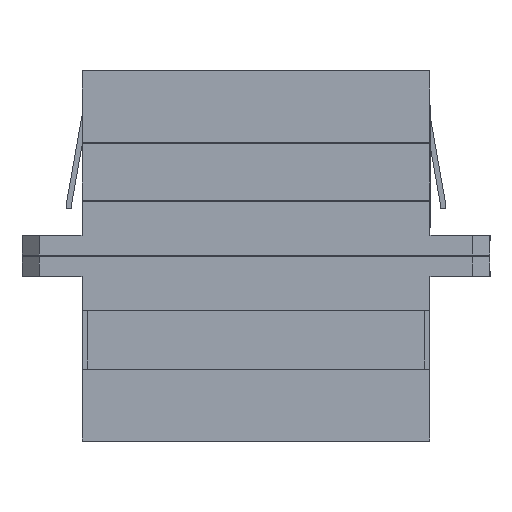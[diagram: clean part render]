
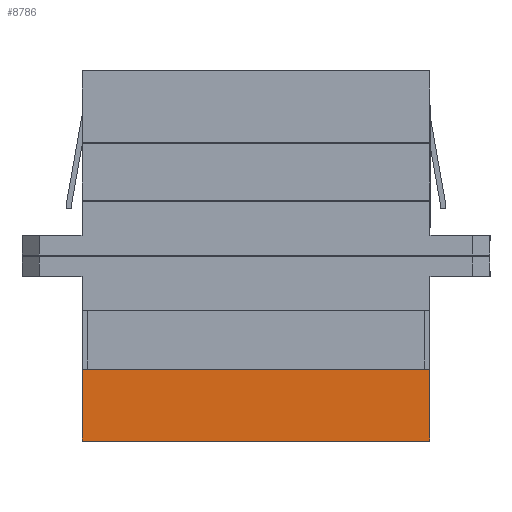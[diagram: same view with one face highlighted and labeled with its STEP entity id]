
A CAD part, top view. The second image highlights one B-rep face of the part: STEP entity #8786.
In plain terms, the highlighted planar face has unit normal (0, 0, 1).
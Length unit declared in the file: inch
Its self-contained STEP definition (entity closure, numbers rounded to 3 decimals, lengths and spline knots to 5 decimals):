
#93 = VECTOR ( 'NONE', #4234, 39.37008 ) ;
#258 = DIRECTION ( 'NONE',  ( 1., 0., 0. ) ) ;
#480 = VERTEX_POINT ( 'NONE', #9156 ) ;
#929 = DIRECTION ( 'NONE',  ( 0., 0., -1. ) ) ;
#1273 = VECTOR ( 'NONE', #258, 39.37008 ) ;
#1790 = PLANE ( 'NONE',  #10386 ) ;
#1869 = ORIENTED_EDGE ( 'NONE', *, *, #3195, .F. ) ;
#2352 = EDGE_LOOP ( 'NONE', ( #8561, #1869, #9138, #2554 ) ) ;
#2554 = ORIENTED_EDGE ( 'NONE', *, *, #7744, .T. ) ;
#2846 = VERTEX_POINT ( 'NONE', #10672 ) ;
#3034 = DIRECTION ( 'NONE',  ( -1., 0., 0. ) ) ;
#3195 = EDGE_CURVE ( 'NONE', #5189, #2846, #4409, .T. ) ;
#4234 = DIRECTION ( 'NONE',  ( 0., 1., 0. ) ) ;
#4409 = LINE ( 'NONE', #10223, #10292 ) ;
#4432 = CARTESIAN_POINT ( 'NONE',  ( -0.6825, 0.06, 0.1825 ) ) ;
#4443 = CARTESIAN_POINT ( 'NONE',  ( 0.5075, -0.33, 0.1825 ) ) ;
#5059 = VECTOR ( 'NONE', #3034, 39.37008 ) ;
#5189 = VERTEX_POINT ( 'NONE', #9657 ) ;
#5974 = CARTESIAN_POINT ( 'NONE',  ( -0.5075, -0.54, 0.1825 ) ) ;
#6058 = LINE ( 'NONE', #7693, #93 ) ;
#6066 = DIRECTION ( 'NONE',  ( 0., 1., 0. ) ) ;
#6095 = EDGE_CURVE ( 'NONE', #5189, #480, #7711, .T. ) ;
#7153 = CARTESIAN_POINT ( 'NONE',  ( 0.5075, -0.33, 0.1825 ) ) ;
#7693 = CARTESIAN_POINT ( 'NONE',  ( 0.5075, -0.54, 0.1825 ) ) ;
#7711 = LINE ( 'NONE', #5974, #1273 ) ;
#7726 = VERTEX_POINT ( 'NONE', #4443 ) ;
#7732 = DIRECTION ( 'NONE',  ( -1., 0., 0. ) ) ;
#7744 = EDGE_CURVE ( 'NONE', #480, #7726, #6058, .T. ) ;
#8085 = LINE ( 'NONE', #7153, #5059 ) ;
#8561 = ORIENTED_EDGE ( 'NONE', *, *, #9697, .T. ) ;
#8786 = ADVANCED_FACE ( 'NONE', ( #9275 ), #1790, .F. ) ;
#9138 = ORIENTED_EDGE ( 'NONE', *, *, #6095, .T. ) ;
#9156 = CARTESIAN_POINT ( 'NONE',  ( 0.5075, -0.54, 0.1825 ) ) ;
#9275 = FACE_OUTER_BOUND ( 'NONE', #2352, .T. ) ;
#9657 = CARTESIAN_POINT ( 'NONE',  ( -0.5075, -0.54, 0.1825 ) ) ;
#9697 = EDGE_CURVE ( 'NONE', #7726, #2846, #8085, .T. ) ;
#10223 = CARTESIAN_POINT ( 'NONE',  ( -0.5075, -0.54, 0.1825 ) ) ;
#10292 = VECTOR ( 'NONE', #6066, 39.37008 ) ;
#10386 = AXIS2_PLACEMENT_3D ( 'NONE', #4432, #929, #7732 ) ;
#10672 = CARTESIAN_POINT ( 'NONE',  ( -0.5075, -0.33, 0.1825 ) ) ;
